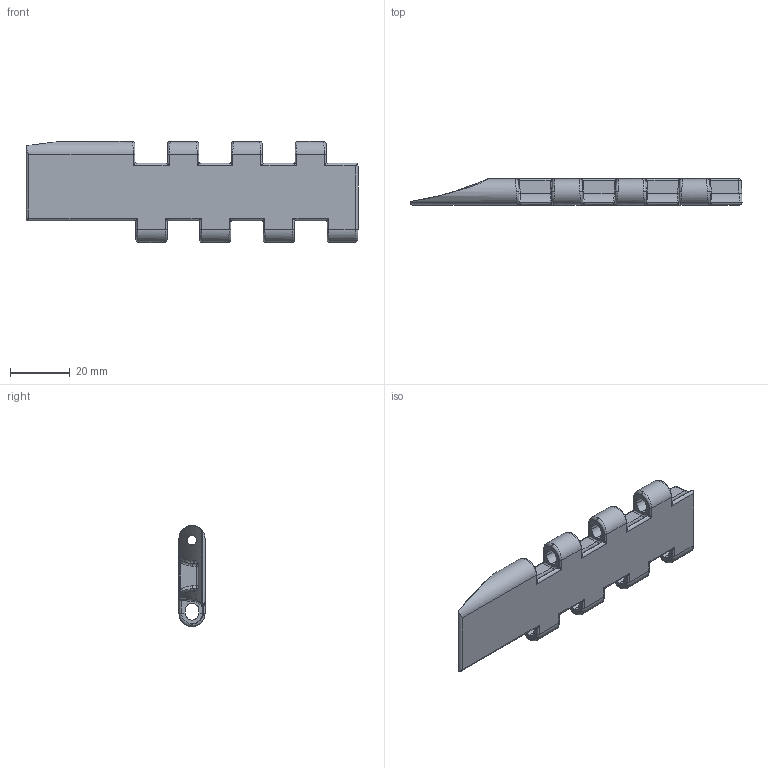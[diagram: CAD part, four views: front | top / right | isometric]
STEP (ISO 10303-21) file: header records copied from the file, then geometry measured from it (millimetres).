
FILE_DESCRIPTION (( 'STEP AP214' ), '1' );
FILE_NAME ('LF925301TL.2.STEP', '2021-03-12T07:42:22', ( '' ), ( '' ), 'SwSTEP 2.0', 'SolidWorks 2019', '' );
FILE_SCHEMA (( 'AUTOMOTIVE_DESIGN' ));
Length unit declared in the file: millimetre
Products named in the file (1): LF925301TL.2
Bounding box: 110.77 x 8.7 x 33.7 mm (x, y, z)
Volume: 13462.7 mm3; surface area: 10372.4 mm2
Topology: 1 solids, 1 shells, 609 faces, 1559 edges, 882 vertices
Faces by surface type: cylinder 251, bspline 194, plane 114, sphere 24, torus 23, cone 3
Entity records: 27292 total; most frequent: CARTESIAN_POINT 15019, ORIENTED_EDGE 3000, DIRECTION 2059, EDGE_CURVE 1500, VERTEX_POINT 882, AXIS2_PLACEMENT_3D 775, EDGE_LOOP 616, ADVANCED_FACE 609
